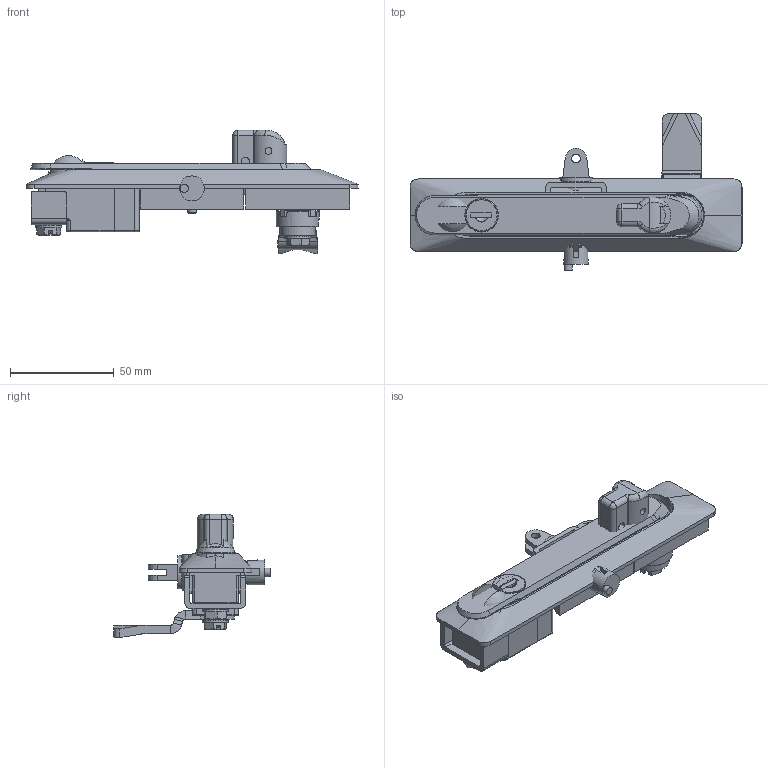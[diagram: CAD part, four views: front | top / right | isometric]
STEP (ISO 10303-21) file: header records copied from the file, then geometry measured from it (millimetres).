
FILE_DESCRIPTION( ( 'STEP AP203' ), '1' );
FILE_NAME( ' ', ' ', ( ' ' ), ( ' ' ), 'PSStep 10.0', ' ', ' ' );
FILE_SCHEMA( ( 'CONFIG_CONTROL_DESIGN' ) );
Length unit declared in the file: millimetre
Products named in the file (15): Assem1; 1; 2; 3; 4; 5; 6; 7; 8; 9; 10; 11; 12; 13; 14
Bounding box: 160 x 75.5 x 59.5 mm (x, y, z)
Volume: 141679.3 mm3; surface area: 105845.9 mm2
Topology: 29 solids, 29 shells, 2174 faces, 5950 edges, 3865 vertices
Faces by surface type: plane 1381, cylinder 421, bspline 148, torus 102, cone 90, sphere 18, extrusion 14
Full cylindrical faces by diameter (mm): 3.3 x6, 4 x10, 4.2 x10, 4.5 x4, 5 x6, 5.1 x2, 5.5 x2, 6 x2, 7.3 x3, 9.8 x2, 10 x6, 12 x2, 12.2 x2, 12.4 x2, 12.5 x4, 15 x2, 15.1 x2, 15.7 x2, 16 x6, 16.2 x2, 20.7 x2, 21 x2, 22.5 x2, 24 x2
Entity records: 38925 total; most frequent: CARTESIAN_POINT 11730, ORIENTED_EDGE 5654, DIRECTION 5358, EDGE_CURVE 2827, VERTEX_POINT 1872, AXIS2_PLACEMENT_3D 1862, VECTOR 1634, LINE 1627
